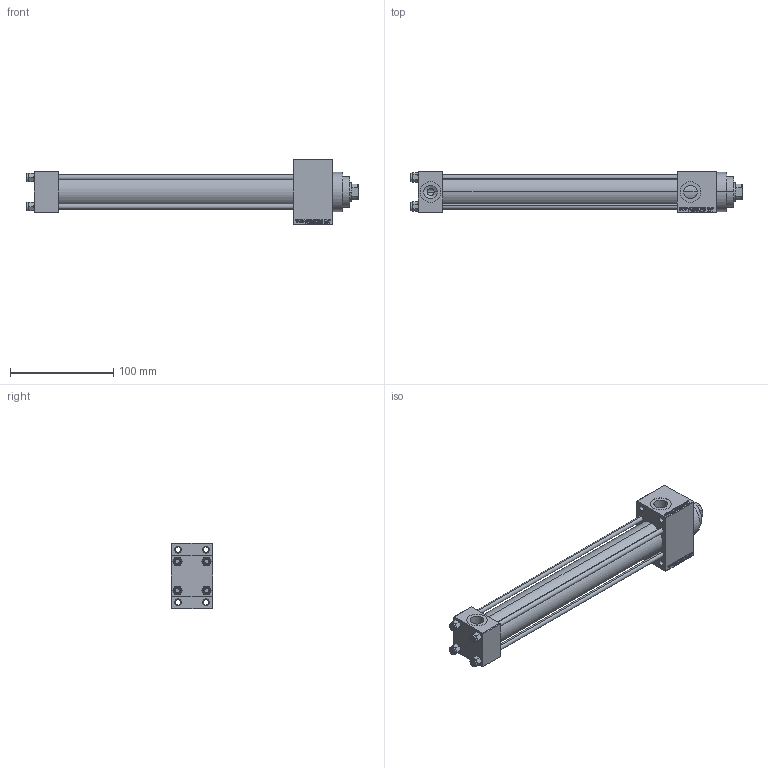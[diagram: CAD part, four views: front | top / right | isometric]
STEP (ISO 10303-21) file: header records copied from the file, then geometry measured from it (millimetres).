
FILE_DESCRIPTION (( 'STEP AP203' ), '1' );
FILE_NAME ('b608.STEP', '2022-04-14T14:37:15', ( '' ), ( '' ), 'SwSTEP 2.0', 'SolidWorks 2019', '' );
FILE_SCHEMA (( 'CONFIG_CONTROL_DESIGN' ));
Length unit declared in the file: millimetre
Products named in the file (6): V215CR_D_TYCINKA d76319a4d28e64f7a793b5cf1fac52fc; V215CR_D_Body d76319a4d28e64f7a793b5cf1fac52fc; b608; NUT_M5_D d76319a4d28e64f7a793b5cf1fac52fc; V215_VC_A d76319a4d28e64f7a793b5cf1fac52fc; V215CR_VCP_D d76319a4d28e64f7a793b5cf1fac52fc
Assembly tree (11 placements, depth 2):
  b608
    V215CR_D_Body d76319a4d28e64f7a793b5cf1fac52fc
    V215CR_VCP_D d76319a4d28e64f7a793b5cf1fac52fc
    NUT_M5_D d76319a4d28e64f7a793b5cf1fac52fc  x4
    V215CR_D_TYCINKA d76319a4d28e64f7a793b5cf1fac52fc  x4
    V215_VC_A d76319a4d28e64f7a793b5cf1fac52fc
Bounding box: 322 x 40 x 64 mm (x, y, z)
Volume: 286564.4 mm3; surface area: 117785.4 mm2
Topology: 11 solids, 11 shells, 1101 faces, 2744 edges, 1775 vertices
Faces by surface type: plane 495, bspline 368, cone 144, cylinder 86, torus 8
Entity records: 47110 total; most frequent: CARTESIAN_POINT 25035, ORIENTED_EDGE 4980, DIRECTION 3178, EDGE_CURVE 2490, VERTEX_POINT 1631, VECTOR 1502, LINE 1502, EDGE_LOOP 1111
